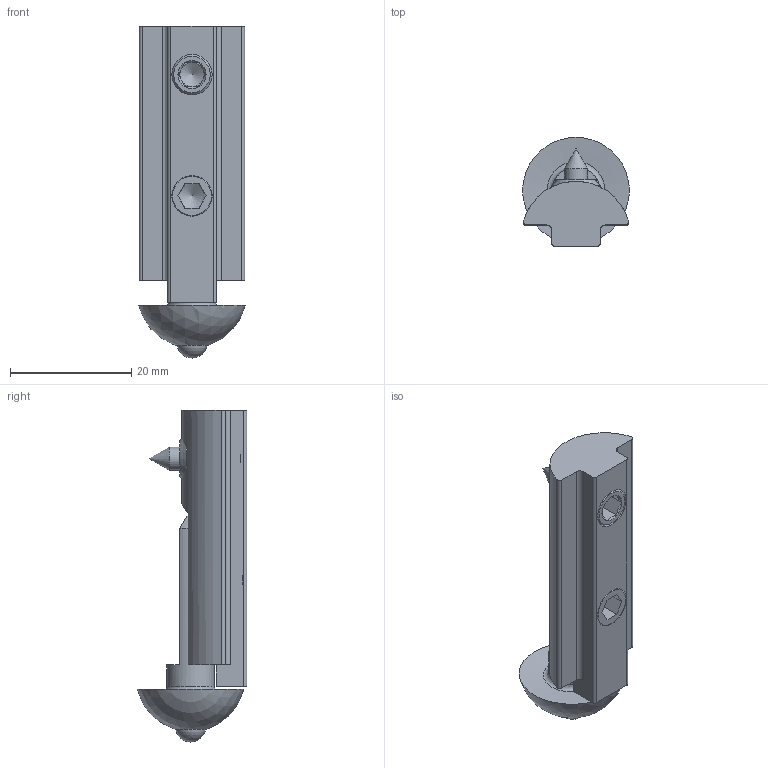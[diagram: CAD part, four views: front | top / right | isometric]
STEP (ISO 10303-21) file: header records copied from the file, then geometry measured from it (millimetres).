
FILE_DESCRIPTION(/* description */ ('GK Schnellspanner'),/* implementation_level */ '2;1');
FILE_NAME(/* name */ 'SV0102V_A.stp',/* time_stamp */ '2015-12-01T11:15:39+01:00',/* author */ ('Marina Kaa'),/* organization */ (''),/* preprocessor_version */ 'ST-DEVELOPER v15.6',/* originating_system */ 'Autodesk Inventor 2015',/* authorisation */ '');
FILE_SCHEMA (('AUTOMOTIVE_DESIGN { 1 0 10303 214 3 1 1 }'));
Length unit declared in the file: millimetre
Products named in the file (9): ME1640004_A; ME1800010_A; DK0914080100_A; ME1640009_A; ME1610202_A; MK5100000_A; MK2402100_A; ME1610208_A; SV0102V_A
Bounding box: 17.55 x 18.02 x 54.7 mm (x, y, z)
Volume: 6560.6 mm3; surface area: 5018.8 mm2
Topology: 6 solids, 6 shells, 79 faces, 185 edges, 116 vertices
Faces by surface type: plane 39, cone 19, cylinder 15, torus 3, sphere 2, bspline 1
Full cylindrical faces by diameter (mm): 3.8 x1, 5.1 x1, 6.647 x2, 7.8 x1, 8 x2
Entity records: 2947 total; most frequent: CARTESIAN_POINT 1072, DIRECTION 382, ORIENTED_EDGE 308, EDGE_CURVE 154, AXIS2_PLACEMENT_3D 152, VERTEX_POINT 109, EDGE_LOOP 105, FACE_OUTER_BOUND 79
